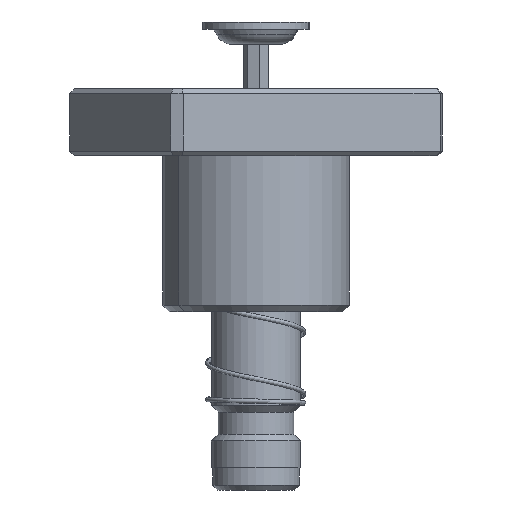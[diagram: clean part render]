
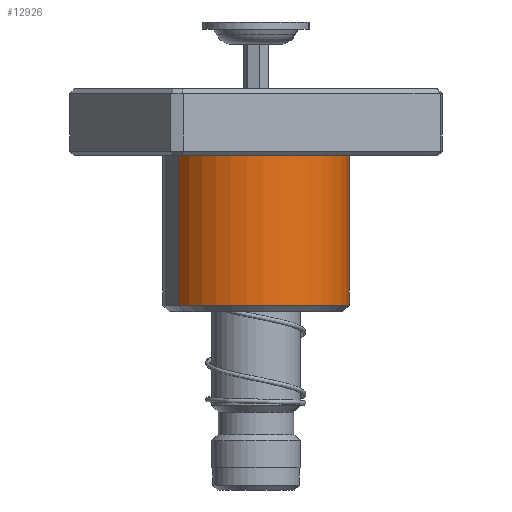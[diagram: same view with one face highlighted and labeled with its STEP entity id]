
A CAD part, front view. The second image highlights one B-rep face of the part: STEP entity #12926.
In plain terms, the highlighted cylindrical face has radius 21 mm (diameter 42 mm), a partial arc.
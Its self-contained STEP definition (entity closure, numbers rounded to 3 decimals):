
#848 = CIRCLE ( 'NONE', #31305, 21. ) ;
#986 = VERTEX_POINT ( 'NONE', #21572 ) ;
#1091 = CARTESIAN_POINT ( 'NONE',  ( 21., 0., 48.5 ) ) ;
#1638 = VECTOR ( 'NONE', #33164, 1000. ) ;
#1639 = CARTESIAN_POINT ( 'NONE',  ( 0., 0., 48.5 ) ) ;
#1799 = CARTESIAN_POINT ( 'NONE',  ( 21., 0., 15. ) ) ;
#2529 = DIRECTION ( 'NONE',  ( 0., 0., 1. ) ) ;
#3596 = CIRCLE ( 'NONE', #17995, 21. ) ;
#5773 = ORIENTED_EDGE ( 'NONE', *, *, #20751, .T. ) ;
#7246 = CIRCLE ( 'NONE', #31430, 21. ) ;
#9466 = VECTOR ( 'NONE', #27369, 1000. ) ;
#9982 = EDGE_CURVE ( 'NONE', #14363, #986, #3596, .T. ) ;
#12221 = LINE ( 'NONE', #27417, #1638 ) ;
#12711 = DIRECTION ( 'NONE',  ( -1., 0., 0. ) ) ;
#12926 = ADVANCED_FACE ( 'NONE', ( #26373 ), #18440, .T. ) ;
#13617 = CARTESIAN_POINT ( 'NONE',  ( 0., 0., 15. ) ) ;
#14363 = VERTEX_POINT ( 'NONE', #1091 ) ;
#15162 = VERTEX_POINT ( 'NONE', #36273 ) ;
#15256 = DIRECTION ( 'NONE',  ( 1., 0., 0. ) ) ;
#17995 = AXIS2_PLACEMENT_3D ( 'NONE', #1639, #32027, #21348 ) ;
#18440 = CYLINDRICAL_SURFACE ( 'NONE', #23885, 21. ) ;
#18731 = EDGE_LOOP ( 'NONE', ( #22475, #30236, #5773, #33113, #35945 ) ) ;
#20251 = VERTEX_POINT ( 'NONE', #1799 ) ;
#20751 = EDGE_CURVE ( 'NONE', #986, #15162, #34518, .T. ) ;
#20799 = DIRECTION ( 'NONE',  ( 0., 0., 1. ) ) ;
#21088 = CARTESIAN_POINT ( 'NONE',  ( 0., 0., 50. ) ) ;
#21348 = DIRECTION ( 'NONE',  ( 1., 0., 0. ) ) ;
#21572 = CARTESIAN_POINT ( 'NONE',  ( -21., 0., 48.5 ) ) ;
#22155 = CARTESIAN_POINT ( 'NONE',  ( 0., -21., 15. ) ) ;
#22475 = ORIENTED_EDGE ( 'NONE', *, *, #26991, .F. ) ;
#23885 = AXIS2_PLACEMENT_3D ( 'NONE', #21088, #34743, #12711 ) ;
#24567 = EDGE_CURVE ( 'NONE', #15162, #28870, #848, .T. ) ;
#25184 = DIRECTION ( 'NONE',  ( 1., 0., 0. ) ) ;
#26373 = FACE_OUTER_BOUND ( 'NONE', #18731, .T. ) ;
#26991 = EDGE_CURVE ( 'NONE', #14363, #20251, #12221, .T. ) ;
#27369 = DIRECTION ( 'NONE',  ( 0., 0., -1. ) ) ;
#27417 = CARTESIAN_POINT ( 'NONE',  ( 21., 0., 50. ) ) ;
#28870 = VERTEX_POINT ( 'NONE', #22155 ) ;
#30236 = ORIENTED_EDGE ( 'NONE', *, *, #9982, .T. ) ;
#31305 = AXIS2_PLACEMENT_3D ( 'NONE', #32093, #20799, #15256 ) ;
#31430 = AXIS2_PLACEMENT_3D ( 'NONE', #13617, #2529, #25184 ) ;
#32027 = DIRECTION ( 'NONE',  ( 0., 0., -1. ) ) ;
#32093 = CARTESIAN_POINT ( 'NONE',  ( 0., 0., 15. ) ) ;
#33064 = EDGE_CURVE ( 'NONE', #28870, #20251, #7246, .T. ) ;
#33113 = ORIENTED_EDGE ( 'NONE', *, *, #24567, .T. ) ;
#33116 = CARTESIAN_POINT ( 'NONE',  ( -21., 0., 50. ) ) ;
#33164 = DIRECTION ( 'NONE',  ( 0., 0., -1. ) ) ;
#34518 = LINE ( 'NONE', #33116, #9466 ) ;
#34743 = DIRECTION ( 'NONE',  ( 0., 0., -1. ) ) ;
#35945 = ORIENTED_EDGE ( 'NONE', *, *, #33064, .T. ) ;
#36273 = CARTESIAN_POINT ( 'NONE',  ( -21., 0., 15. ) ) ;
